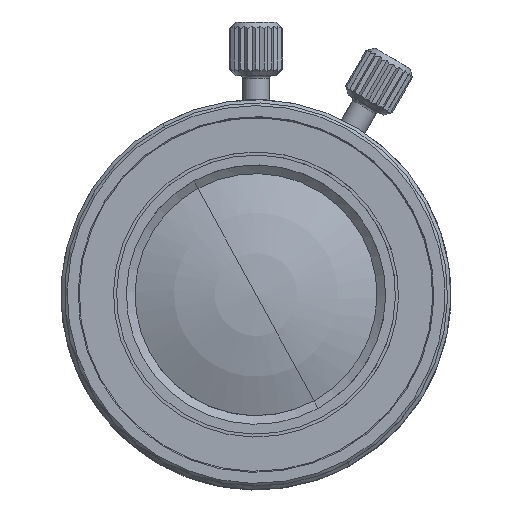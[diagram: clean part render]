
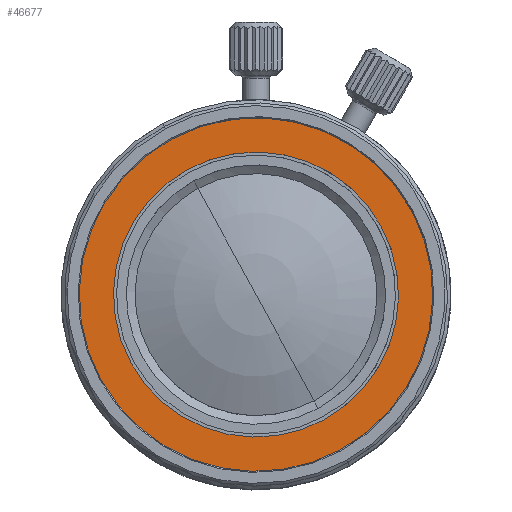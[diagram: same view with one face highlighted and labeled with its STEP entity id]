
A CAD part, top view. The second image highlights one B-rep face of the part: STEP entity #46677.
In plain terms, the highlighted planar face has unit normal (0, 0, 1).
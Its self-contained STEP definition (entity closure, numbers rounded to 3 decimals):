
#46604=CARTESIAN_POINT('Vertex',(-6.434,11.777,43.926)) ;
#46608=CARTESIAN_POINT('Control Point',(6.434,-11.777,43.926)) ;
#46609=CARTESIAN_POINT('Control Point',(8.284,-10.767,43.926)) ;
#46610=CARTESIAN_POINT('Control Point',(9.935,-9.393,43.926)) ;
#46611=CARTESIAN_POINT('Control Point',(11.293,-7.707,43.926)) ;
#46612=CARTESIAN_POINT('Control Point',(13.274,-3.895,43.926)) ;
#46613=CARTESIAN_POINT('Control Point',(13.667,0.384,43.926)) ;
#46614=CARTESIAN_POINT('Control Point',(13.435,2.536,43.926)) ;
#46615=CARTESIAN_POINT('Control Point',(12.14,6.632,43.926)) ;
#46616=CARTESIAN_POINT('Control Point',(9.393,9.935,43.926)) ;
#46617=CARTESIAN_POINT('Control Point',(7.707,11.293,43.926)) ;
#46618=CARTESIAN_POINT('Control Point',(3.895,13.274,43.926)) ;
#46619=CARTESIAN_POINT('Control Point',(-0.384,13.667,43.926)) ;
#46620=CARTESIAN_POINT('Control Point',(-2.536,13.435,43.926)) ;
#46621=CARTESIAN_POINT('Control Point',(-4.584,12.788,43.926)) ;
#46622=CARTESIAN_POINT('Control Point',(-6.434,11.777,43.926)) ;
#46623=CARTESIAN_POINT('Vertex',(6.434,-11.777,43.926)) ;
#46638=CARTESIAN_POINT('Axis2P3D Location',(0.,0.,43.926)) ;
#46650=CARTESIAN_POINT('Axis2P3D Location',(0.,13.42,43.926)) ;
#46659=CARTESIAN_POINT('Axis2P3D Location',(0.,0.,43.926)) ;
#46663=CARTESIAN_POINT('Vertex',(-5.082,9.302,43.926)) ;
#46665=CARTESIAN_POINT('Vertex',(5.082,-9.302,43.926)) ;
#46668=CARTESIAN_POINT('Axis2P3D Location',(0.,0.,43.926)) ;
#46639=DIRECTION('Axis2P3D Direction',(0.,0.,1.)) ;
#46651=DIRECTION('Axis2P3D Direction',(0.,0.,1.)) ;
#46652=DIRECTION('Axis2P3D XDirection',(1.,0.,0.)) ;
#46660=DIRECTION('Axis2P3D Direction',(0.,0.,1.)) ;
#46669=DIRECTION('Axis2P3D Direction',(0.,0.,1.)) ;
#46640=AXIS2_PLACEMENT_3D('Circle Axis2P3D',#46638,#46639,$) ;
#46653=AXIS2_PLACEMENT_3D('Plane Axis2P3D',#46650,#46651,#46652) ;
#46661=AXIS2_PLACEMENT_3D('Circle Axis2P3D',#46659,#46660,$) ;
#46670=AXIS2_PLACEMENT_3D('Circle Axis2P3D',#46668,#46669,$) ;
#46656=ORIENTED_EDGE('',*,*,#46625,.T.) ;
#46657=ORIENTED_EDGE('',*,*,#46642,.T.) ;
#46674=ORIENTED_EDGE('',*,*,#46667,.F.) ;
#46675=ORIENTED_EDGE('',*,*,#46672,.F.) ;
#46676=FACE_BOUND('',#46673,.T.) ;
#46677=ADVANCED_FACE('\X2\5B8C621054C1\X0\ASSY.1.1.1',(#46658,#46676),#46654,.T.) ;
#46607=B_SPLINE_CURVE_WITH_KNOTS('',5,(#46608,#46609,#46610,#46611,#46612,#46613,#46614,#46615,#46616,#46617,#46618,#46619,#46620,#46621,#46622),.UNSPECIFIED.,.F.,.U.,(6,3,3,3,6),(-21.08,-10.54,0.,10.54,21.08),.UNSPECIFIED.) ;
#46641=CIRCLE('generated circle',#46640,13.42) ;
#46662=CIRCLE('generated circle',#46661,10.6) ;
#46671=CIRCLE('generated circle',#46670,10.6) ;
#46625=EDGE_CURVE('',#46624,#46605,#46607,.T.) ;
#46642=EDGE_CURVE('',#46605,#46624,#46641,.T.) ;
#46667=EDGE_CURVE('',#46664,#46666,#46662,.T.) ;
#46672=EDGE_CURVE('',#46666,#46664,#46671,.T.) ;
#46655=EDGE_LOOP('',(#46656,#46657)) ;
#46673=EDGE_LOOP('',(#46674,#46675)) ;
#46658=FACE_OUTER_BOUND('',#46655,.T.) ;
#46654=PLANE('',#46653) ;
#46605=VERTEX_POINT('',#46604) ;
#46624=VERTEX_POINT('',#46623) ;
#46664=VERTEX_POINT('',#46663) ;
#46666=VERTEX_POINT('',#46665) ;
